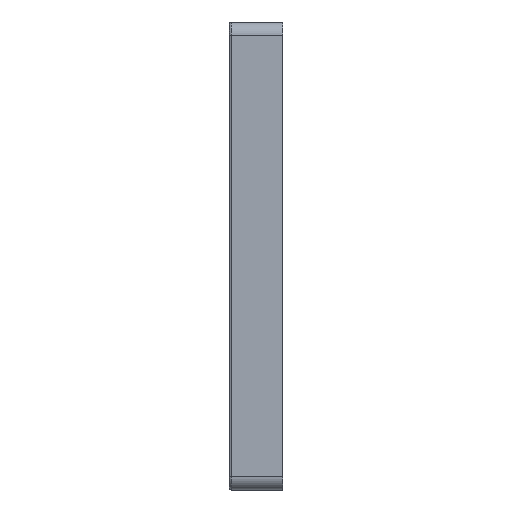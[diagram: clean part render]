
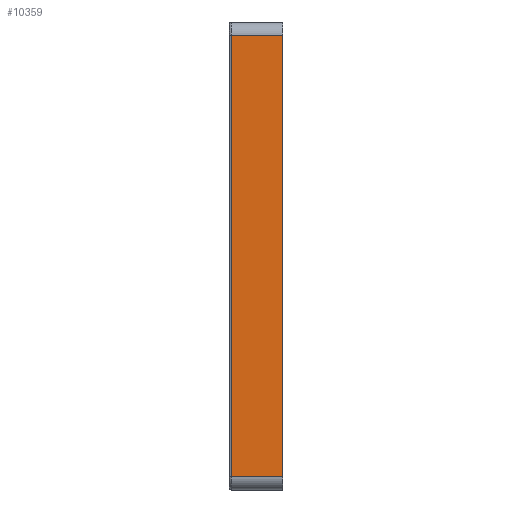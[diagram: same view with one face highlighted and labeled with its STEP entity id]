
A CAD part, left-side view. The second image highlights one B-rep face of the part: STEP entity #10359.
In plain terms, the highlighted planar face has unit normal (-1, 0, 0).
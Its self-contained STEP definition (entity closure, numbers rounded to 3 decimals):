
#99=PLANE('',#11025);
#563=FACE_OUTER_BOUND('',#1138,.T.);
#1138=EDGE_LOOP('',(#7735,#7736,#7737,#7738));
#2710=LINE('',#25113,#3364);
#2715=LINE('',#25143,#3369);
#2717=LINE('',#25149,#3371);
#2718=LINE('',#25150,#3372);
#3364=VECTOR('',#12471,10.);
#3369=VECTOR('',#12508,10.);
#3371=VECTOR('',#12514,10.);
#3372=VECTOR('',#12515,10.);
#4469=VERTEX_POINT('',#25103);
#4471=VERTEX_POINT('',#25109);
#4481=VERTEX_POINT('',#25142);
#4483=VERTEX_POINT('',#25148);
#5820=EDGE_CURVE('',#4469,#4471,#2710,.T.);
#5835=EDGE_CURVE('',#4481,#4471,#2715,.T.);
#5838=EDGE_CURVE('',#4483,#4469,#2717,.T.);
#5839=EDGE_CURVE('',#4481,#4483,#2718,.T.);
#7735=ORIENTED_EDGE('',*,*,#5820,.F.);
#7736=ORIENTED_EDGE('',*,*,#5838,.F.);
#7737=ORIENTED_EDGE('',*,*,#5839,.F.);
#7738=ORIENTED_EDGE('',*,*,#5835,.T.);
#10359=ADVANCED_FACE('',(#563),#99,.T.);
#11025=AXIS2_PLACEMENT_3D('',#25147,#12512,#12513);
#12471=DIRECTION('',(0.,0.,1.));
#12508=DIRECTION('',(0.,1.,0.));
#12512=DIRECTION('center_axis',(-1.,0.,0.));
#12513=DIRECTION('ref_axis',(0.,0.,-1.));
#12514=DIRECTION('',(0.,1.,0.));
#12515=DIRECTION('',(0.,0.,-1.));
#25103=CARTESIAN_POINT('',(0.,19.5,-172.875));
#25109=CARTESIAN_POINT('',(0.,19.5,-5.));
#25113=CARTESIAN_POINT('',(0.,19.5,-44.469));
#25142=CARTESIAN_POINT('',(0.,0.,-5.));
#25143=CARTESIAN_POINT('',(0.,19.5,-5.));
#25147=CARTESIAN_POINT('Origin',(0.,19.5,0.));
#25148=CARTESIAN_POINT('',(0.,0.,-172.875));
#25149=CARTESIAN_POINT('',(0.,19.5,-172.875));
#25150=CARTESIAN_POINT('',(0.,0.,0.));
